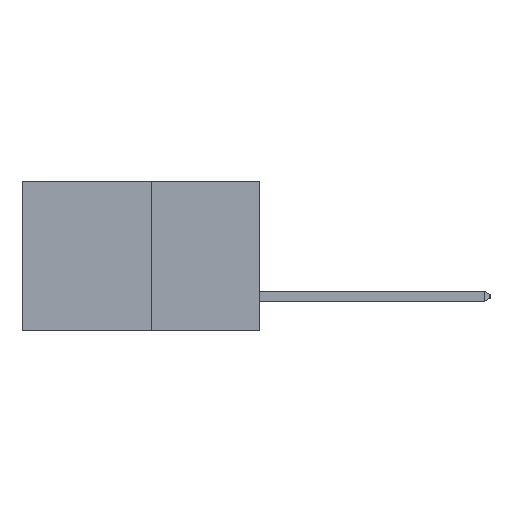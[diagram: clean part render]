
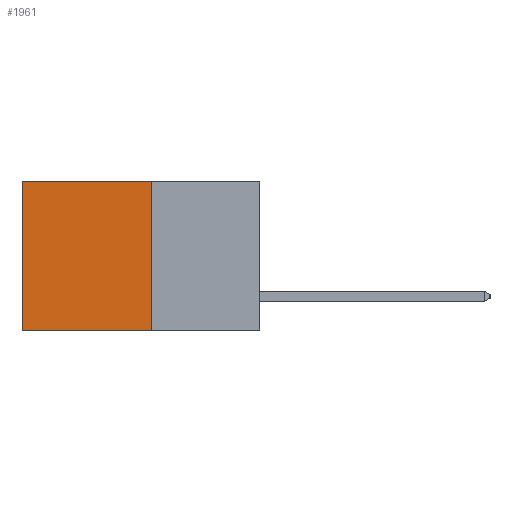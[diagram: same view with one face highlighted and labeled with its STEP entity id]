
A CAD part, left-side view. The second image highlights one B-rep face of the part: STEP entity #1961.
In plain terms, the highlighted planar face has unit normal (-1, 0, 0).
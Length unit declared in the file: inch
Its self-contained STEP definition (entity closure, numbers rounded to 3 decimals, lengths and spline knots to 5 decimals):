
#20 = ORIENTED_EDGE ( 'NONE', *, *, #5779, .T. ) ;
#70 = VECTOR ( 'NONE', #5491, 39.37008 ) ;
#376 = CARTESIAN_POINT ( 'NONE',  ( 0.277, 0.27, -0.37 ) ) ;
#953 = VECTOR ( 'NONE', #6610, 39.37008 ) ;
#1165 = VERTEX_POINT ( 'NONE', #7655 ) ;
#1305 = DIRECTION ( 'NONE',  ( 1., 0., 0. ) ) ;
#1320 = DIRECTION ( 'NONE',  ( 0., 0., -1. ) ) ;
#1961 = ADVANCED_FACE ( 'NONE', ( #9637 ), #11334, .F. ) ;
#2399 = LINE ( 'NONE', #5631, #70 ) ;
#2889 = VECTOR ( 'NONE', #4814, 39.37008 ) ;
#3112 = VERTEX_POINT ( 'NONE', #6595 ) ;
#3385 = LINE ( 'NONE', #5466, #9568 ) ;
#4809 = EDGE_CURVE ( 'NONE', #1165, #3112, #2399, .T. ) ;
#4814 = DIRECTION ( 'NONE',  ( 0., 0., -1. ) ) ;
#5014 = LINE ( 'NONE', #10000, #2889 ) ;
#5466 = CARTESIAN_POINT ( 'NONE',  ( 0.277, 0.27, 0. ) ) ;
#5491 = DIRECTION ( 'NONE',  ( 0., 0., -1. ) ) ;
#5631 = CARTESIAN_POINT ( 'NONE',  ( 0.277, 0.59, -0.37 ) ) ;
#5740 = DIRECTION ( 'NONE',  ( 0., 1., 0. ) ) ;
#5779 = EDGE_CURVE ( 'NONE', #9919, #1165, #3385, .T. ) ;
#6595 = CARTESIAN_POINT ( 'NONE',  ( 0.277, 0.59, -0.37 ) ) ;
#6610 = DIRECTION ( 'NONE',  ( 0., 1., 0. ) ) ;
#6628 = AXIS2_PLACEMENT_3D ( 'NONE', #7073, #1305, #1320 ) ;
#6718 = ORIENTED_EDGE ( 'NONE', *, *, #10222, .F. ) ;
#7073 = CARTESIAN_POINT ( 'NONE',  ( 0.277, 0.27, -0.37 ) ) ;
#7111 = ORIENTED_EDGE ( 'NONE', *, *, #4809, .T. ) ;
#7655 = CARTESIAN_POINT ( 'NONE',  ( 0.277, 0.59, 0. ) ) ;
#8524 = CARTESIAN_POINT ( 'NONE',  ( 0.277, 0.27, -0.37 ) ) ;
#8673 = ORIENTED_EDGE ( 'NONE', *, *, #8949, .F. ) ;
#8949 = EDGE_CURVE ( 'NONE', #9702, #3112, #10300, .T. ) ;
#9219 = EDGE_LOOP ( 'NONE', ( #7111, #8673, #6718, #20 ) ) ;
#9568 = VECTOR ( 'NONE', #5740, 39.37008 ) ;
#9637 = FACE_OUTER_BOUND ( 'NONE', #9219, .T. ) ;
#9702 = VERTEX_POINT ( 'NONE', #8524 ) ;
#9919 = VERTEX_POINT ( 'NONE', #10455 ) ;
#10000 = CARTESIAN_POINT ( 'NONE',  ( 0.277, 0.27, -0.37 ) ) ;
#10222 = EDGE_CURVE ( 'NONE', #9919, #9702, #5014, .T. ) ;
#10300 = LINE ( 'NONE', #376, #953 ) ;
#10455 = CARTESIAN_POINT ( 'NONE',  ( 0.277, 0.27, 0. ) ) ;
#11334 = PLANE ( 'NONE',  #6628 ) ;
